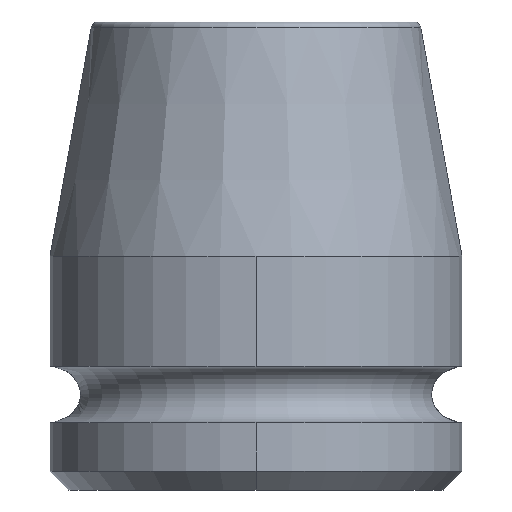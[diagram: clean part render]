
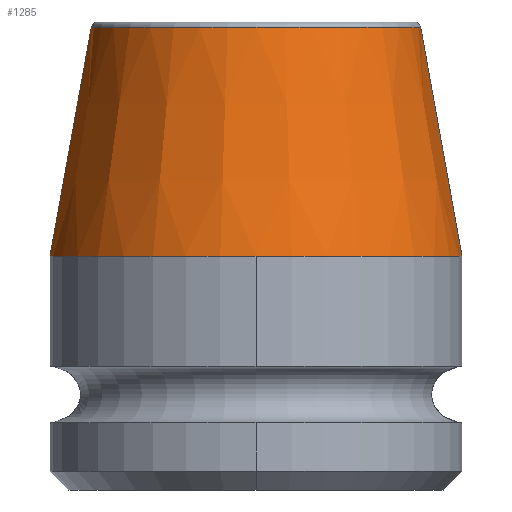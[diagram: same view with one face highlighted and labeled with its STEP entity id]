
A CAD part, left-side view. The second image highlights one B-rep face of the part: STEP entity #1285.
In plain terms, the highlighted conical face has half-angle 10.204 degrees and reference radius 19.802 mm.
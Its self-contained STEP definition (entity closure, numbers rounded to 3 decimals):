
#239=CARTESIAN_POINT('',(0.,0.,25.));
#240=DIRECTION('',(0.,0.,1.));
#241=DIRECTION('',(-1.,0.,0.));
#242=AXIS2_PLACEMENT_3D('',#239,#240,#241);
#303=CARTESIAN_POINT('',(0.,0.,25.));
#304=DIRECTION('',(0.,0.,1.));
#305=DIRECTION('',(0.,1.,0.));
#306=AXIS2_PLACEMENT_3D('',#303,#304,#305);
#335=CARTESIAN_POINT('',(0.,0.,49.424));
#336=DIRECTION('',(0.,0.,1.));
#337=DIRECTION('',(0.,1.,0.));
#338=AXIS2_PLACEMENT_3D('',#335,#336,#337);
#819=DIRECTION('',(0.,0.177,-0.984));
#820=VECTOR('',#819,24.817);
#821=CARTESIAN_POINT('',(0.,17.604,
49.424));
#822=LINE('',#821,#820);
#823=DIRECTION('',(0.,-0.177,-0.984));
#824=VECTOR('',#823,24.817);
#825=CARTESIAN_POINT('',(0.,-17.604,
49.424));
#826=LINE('',#825,#824);
#976=CARTESIAN_POINT('',(0.,22.,25.));
#977=CARTESIAN_POINT('',(-22.,0.,25.));
#978=VERTEX_POINT('',#976);
#979=VERTEX_POINT('',#977);
#980=CARTESIAN_POINT('',(0.,-22.,25.));
#981=VERTEX_POINT('',#980);
#988=CARTESIAN_POINT('',(0.,17.604,49.424));
#989=CARTESIAN_POINT('',(0.,-17.604,49.424));
#990=VERTEX_POINT('',#988);
#991=VERTEX_POINT('',#989);
#1270=CARTESIAN_POINT('',(0.,0.,37.212));
#1271=DIRECTION('',(0.,0.,-1.));
#1272=DIRECTION('',(0.,-1.,0.));
#1273=AXIS2_PLACEMENT_3D('',#1270,#1271,#1272);
#1274=CONICAL_SURFACE('',#1273,19.802,10.204);
#1276=ORIENTED_EDGE('',*,*,#1275,.T.);
#1278=ORIENTED_EDGE('',*,*,#1277,.T.);
#1279=ORIENTED_EDGE('',*,*,#1193,.F.);
#1280=ORIENTED_EDGE('',*,*,#1233,.F.);
#1282=ORIENTED_EDGE('',*,*,#1281,.F.);
#1283=EDGE_LOOP('',(#1276,#1278,#1279,#1280,#1282));
#1284=FACE_OUTER_BOUND('',#1283,.F.);
#1285=ADVANCED_FACE('',(#1284),#1274,.T.);
#243=CIRCLE('',#242,22.);
#307=CIRCLE('',#306,22.);
#339=CIRCLE('',#338,17.604);
#1193=EDGE_CURVE('',#979,#981,#243,.T.);
#1233=EDGE_CURVE('',#978,#979,#307,.T.);
#1275=EDGE_CURVE('',#990,#991,#339,.T.);
#1277=EDGE_CURVE('',#991,#981,#826,.T.);
#1281=EDGE_CURVE('',#990,#978,#822,.T.);
